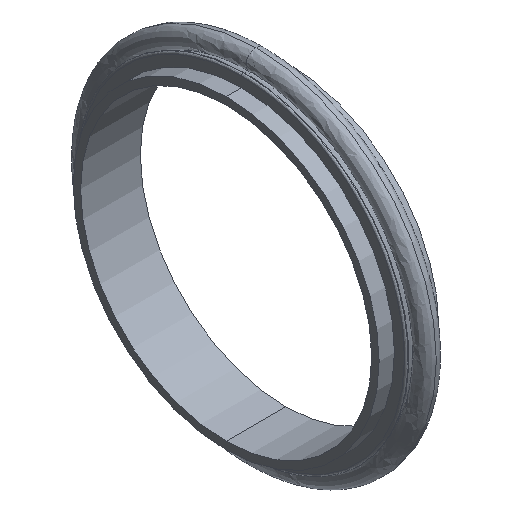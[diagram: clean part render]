
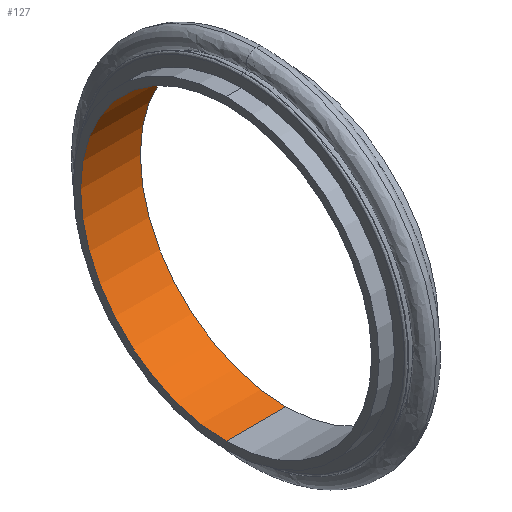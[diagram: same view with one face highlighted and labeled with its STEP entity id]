
A CAD part, isometric view. The second image highlights one B-rep face of the part: STEP entity #127.
In plain terms, the highlighted cylindrical face has radius 19.5 mm (diameter 39 mm), a partial arc.
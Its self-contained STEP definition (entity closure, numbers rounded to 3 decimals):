
#127=ADVANCED_FACE('',(#291),#290,.F.);
#290=CYLINDRICAL_SURFACE('',#526,19.5);
#291=FACE_OUTER_BOUND('',#527,.T.);
#523=CARTESIAN_POINT('',(0.,0.,0.));
#524=DIRECTION('',(1.,0.,0.));
#525=DIRECTION('',(0.,0.,1.));
#526=AXIS2_PLACEMENT_3D('',#523,#524,#525);
#527=EDGE_LOOP('',(#754,#755,#756,#757));
#754=ORIENTED_EDGE('',*,*,#796,.F.);
#755=ORIENTED_EDGE('',*,*,#824,.F.);
#756=ORIENTED_EDGE('',*,*,#801,.T.);
#757=ORIENTED_EDGE('',*,*,#825,.T.);
#796=EDGE_CURVE('',#880,#881,#882,.T.);
#801=EDGE_CURVE('',#909,#908,#916,.T.);
#824=EDGE_CURVE('',#909,#880,#1066,.T.);
#825=EDGE_CURVE('',#908,#881,#1072,.T.);
#880=VERTEX_POINT('',#1184);
#881=VERTEX_POINT('',#1185);
#882=CIRCLE('',#1189,19.5);
#908=VERTEX_POINT('',#1204);
#909=VERTEX_POINT('',#1205);
#916=CIRCLE('',#1213,19.5);
#1066=(BOUNDED_CURVE() B_SPLINE_CURVE(1,(#1307,#1308),.UNSPECIFIED.,.F.,.F.) B_SPLINE_CURVE_WITH_KNOTS((2,2),(0.083,0.917),.UNSPECIFIED.) CURVE() GEOMETRIC_REPRESENTATION_ITEM() RATIONAL_B_SPLINE_CURVE((1.,1.)) REPRESENTATION_ITEM('') );
#1072=(BOUNDED_CURVE() B_SPLINE_CURVE(1,(#1309,#1310),.UNSPECIFIED.,.F.,.F.) B_SPLINE_CURVE_WITH_KNOTS((2,2),(0.083,0.917),.UNSPECIFIED.) CURVE() GEOMETRIC_REPRESENTATION_ITEM() RATIONAL_B_SPLINE_CURVE((0.75,0.75)) REPRESENTATION_ITEM('') );
#1184=CARTESIAN_POINT('',(4.,0.,19.5));
#1185=CARTESIAN_POINT('',(4.,0.,-19.5));
#1186=CARTESIAN_POINT('',(4.,0.,0.));
#1187=DIRECTION('',(-1.,0.,0.));
#1188=DIRECTION('',(0.,0.,1.));
#1189=AXIS2_PLACEMENT_3D('',#1186,#1187,#1188);
#1204=CARTESIAN_POINT('',(-4.,0.,-19.5));
#1205=CARTESIAN_POINT('',(-4.,0.,19.5));
#1210=CARTESIAN_POINT('',(-4.,0.,0.));
#1211=DIRECTION('',(-1.,0.,0.));
#1212=DIRECTION('',(0.,0.,1.));
#1213=AXIS2_PLACEMENT_3D('',#1210,#1211,#1212);
#1307=CARTESIAN_POINT('',(-4.,0.,19.5));
#1308=CARTESIAN_POINT('',(4.,0.,19.5));
#1309=CARTESIAN_POINT('',(-4.,0.,-19.5));
#1310=CARTESIAN_POINT('',(4.,0.,-19.5));
